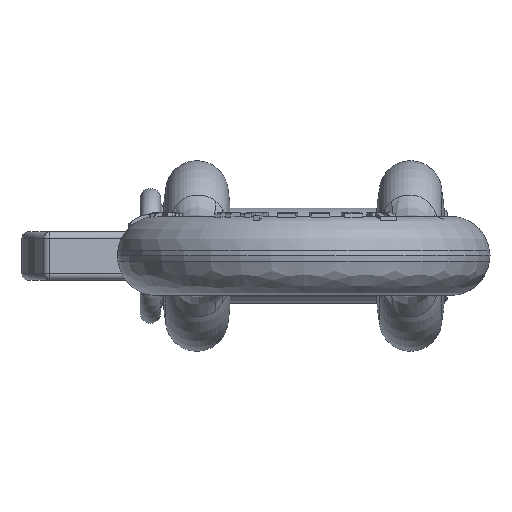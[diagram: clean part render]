
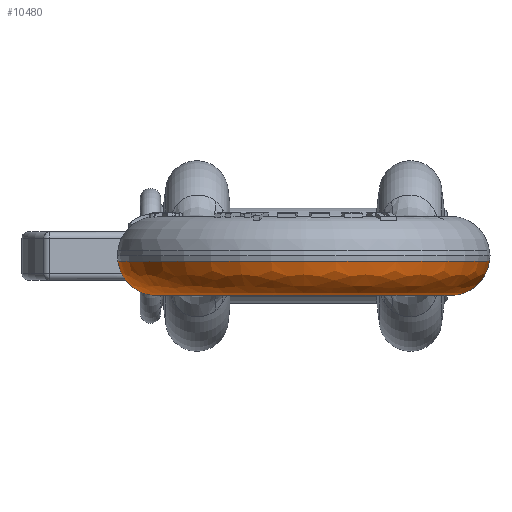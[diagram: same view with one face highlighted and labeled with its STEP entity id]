
A CAD part, front view. The second image highlights one B-rep face of the part: STEP entity #10480.
In plain terms, the highlighted face is a revolution surface.
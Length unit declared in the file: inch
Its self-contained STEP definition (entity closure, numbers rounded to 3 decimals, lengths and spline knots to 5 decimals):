
#3261=CARTESIAN_POINT('',(0.,-1.975,-0.3099));
#3262=DIRECTION('',(0.,0.,-1.));
#3263=DIRECTION('',(1.,0.,0.));
#3264=AXIS2_PLACEMENT_3D('',#3261,#3262,#3263);
#3270=CARTESIAN_POINT('',(1.155,-1.975,
-0.30987));
#3271=CARTESIAN_POINT('',(1.17632,-1.975,
-0.30987));
#3272=CARTESIAN_POINT('',(1.21927,-1.975,
-0.30555));
#3273=CARTESIAN_POINT('',(1.28088,-1.975,
-0.28548));
#3274=CARTESIAN_POINT('',(1.33658,-1.975,
-0.25318));
#3275=CARTESIAN_POINT('',(1.38432,-1.975,
-0.21063));
#3276=CARTESIAN_POINT('',(1.42196,-1.975,
-0.15921));
#3277=CARTESIAN_POINT('',(1.44816,-1.975,-0.10155));
#3278=CARTESIAN_POINT('',(1.45757,-1.975,-0.06053));
#3279=CARTESIAN_POINT('',(1.46008,-1.975,-0.04009));
#3285=CARTESIAN_POINT('',(-1.155,-1.975,
-0.30987));
#3286=CARTESIAN_POINT('',(-1.17632,-1.975,
-0.30987));
#3287=CARTESIAN_POINT('',(-1.21927,-1.975,
-0.30555));
#3288=CARTESIAN_POINT('',(-1.28088,-1.975,
-0.28548));
#3289=CARTESIAN_POINT('',(-1.33658,-1.975,
-0.25318));
#3290=CARTESIAN_POINT('',(-1.38432,-1.975,
-0.21063));
#3291=CARTESIAN_POINT('',(-1.42196,-1.975,-0.15921));
#3292=CARTESIAN_POINT('',(-1.44816,-1.975,-0.10155));
#3293=CARTESIAN_POINT('',(-1.45757,-1.975,-0.06053));
#3294=CARTESIAN_POINT('',(-1.46008,-1.975,-0.04009));
#3312=CARTESIAN_POINT('',(0.,-1.975,-0.04009));
#3313=DIRECTION('',(0.,0.,-1.));
#3314=DIRECTION('',(1.,0.,0.));
#3315=AXIS2_PLACEMENT_3D('',#3312,#3313,#3314);
#4926=CARTESIAN_POINT('',(1.46008,-1.975,-0.04009));
#4928=VERTEX_POINT('',#4926);
#4932=CARTESIAN_POINT('',(-1.46008,-1.975,-0.04009));
#4934=VERTEX_POINT('',#4932);
#4961=CARTESIAN_POINT('',(1.155,-1.975,
-0.30987));
#4963=VERTEX_POINT('',#4961);
#4968=CARTESIAN_POINT('',(-1.155,-1.975,
-0.3099));
#4969=VERTEX_POINT('',#4968);
#10455=CARTESIAN_POINT('',(1.46059,-1.975,-0.03567));
#10456=CARTESIAN_POINT('',(1.46043,-1.975,-0.03714));
#10457=CARTESIAN_POINT('',(1.4579,-1.975,-0.05907));
#10458=CARTESIAN_POINT('',(1.44816,-1.975,-0.10155));
#10459=CARTESIAN_POINT('',(1.42196,-1.975,-0.15921));
#10460=CARTESIAN_POINT('',(1.38432,-1.975,-0.21063));
#10461=CARTESIAN_POINT('',(1.33658,-1.975,-0.25318));
#10462=CARTESIAN_POINT('',(1.28088,-1.975,-0.28549));
#10463=CARTESIAN_POINT('',(1.21927,-1.975,-0.30553));
#10464=CARTESIAN_POINT('',(1.17335,-1.975,-0.31021));
#10465=CARTESIAN_POINT('',(1.14906,-1.975,-0.30986));
#10466=CARTESIAN_POINT('',(1.1461,-1.975,-0.30978));
#10468=CARTESIAN_POINT('',(0.,-1.975,1.));
#10469=DIRECTION('',(0.,0.,-1.));
#10470=AXIS1_PLACEMENT('',#10468,#10469);
#10471=SURFACE_OF_REVOLUTION('',#10467,#10470);
#10472=ORIENTED_EDGE('',*,*,#10425,.T.);
#10474=ORIENTED_EDGE('',*,*,#10473,.T.);
#10476=ORIENTED_EDGE('',*,*,#10475,.F.);
#10477=ORIENTED_EDGE('',*,*,#10447,.F.);
#10478=EDGE_LOOP('',(#10472,#10474,#10476,#10477));
#10479=FACE_OUTER_BOUND('',#10478,.F.);
#10480=ADVANCED_FACE('',(#10479),#10471,.T.);
#3265=CIRCLE('',#3264,1.155);
#3280=B_SPLINE_CURVE_WITH_KNOTS('',3,(#3270,#3271,#3272,#3273,#3274,#3275,#3276,
#3277,#3278,#3279),.UNSPECIFIED.,.F.,.F.,(4,1,1,1,1,1,1,4),(0.,
0.14363,0.28941,0.43399,0.57526,
0.71814,0.86097,1.),.UNSPECIFIED.);
#3295=B_SPLINE_CURVE_WITH_KNOTS('',3,(#3285,#3286,#3287,#3288,#3289,#3290,#3291,
#3292,#3293,#3294),.UNSPECIFIED.,.F.,.F.,(4,1,1,1,1,1,1,4),(0.,
0.14363,0.28941,0.43399,0.57526,
0.71814,0.86097,1.),.UNSPECIFIED.);
#3316=CIRCLE('',#3315,1.46008);
#10425=EDGE_CURVE('',#4963,#4969,#3265,.T.);
#10447=EDGE_CURVE('',#4963,#4928,#3280,.T.);
#10467=B_SPLINE_CURVE_WITH_KNOTS('',3,(#10455,#10456,#10457,#10458,#10459,
#10460,#10461,#10462,#10463,#10464,#10465,#10466),.UNSPECIFIED.,.F.,.F.,(4,1,1,
1,1,1,1,1,1,4),(0.,0.00973,0.1447,0.28338,
0.42209,0.55924,0.6996,0.84114,
0.98058,1.),.UNSPECIFIED.);
#10473=EDGE_CURVE('',#4969,#4934,#3295,.T.);
#10475=EDGE_CURVE('',#4928,#4934,#3316,.T.);
